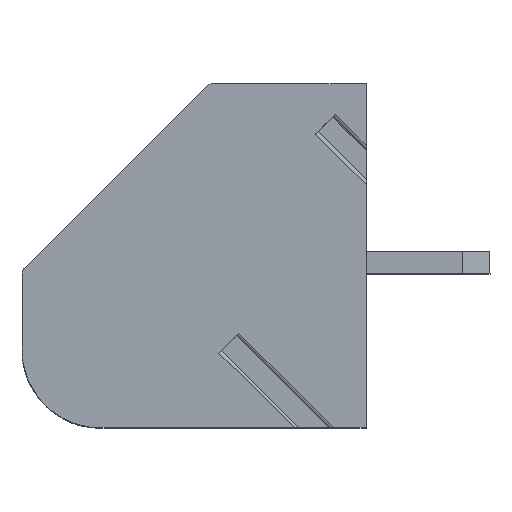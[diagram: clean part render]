
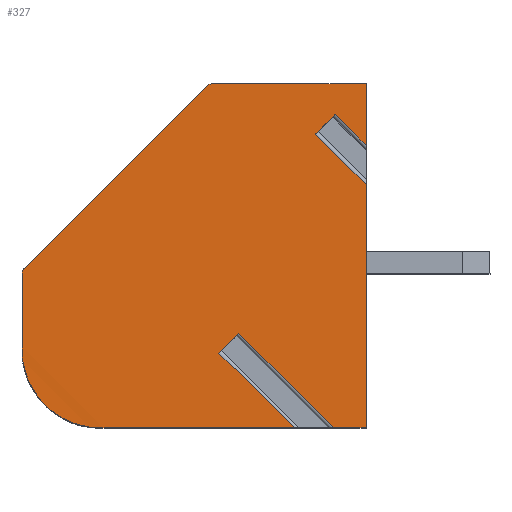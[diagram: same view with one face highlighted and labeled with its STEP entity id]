
A CAD part, top view. The second image highlights one B-rep face of the part: STEP entity #327.
In plain terms, the highlighted planar face has unit normal (0, 0, 1).
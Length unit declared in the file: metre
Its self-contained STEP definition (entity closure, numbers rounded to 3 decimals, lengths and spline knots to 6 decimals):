
#327=ADVANCED_FACE('',(#784),#785,.T.);
#784=FACE_OUTER_BOUND('',#1364,.T.);
#785=PLANE('',#1365);
#1364=EDGE_LOOP('',(#2381,#2382,#2383,#2384,#2385,#2386,#2387,#2388,#2389,#2390,#2391,#2392,#2393,#2394,#2395,#2396));
#1365=AXIS2_PLACEMENT_3D('',#2397,#2398,#2399);
#2381=ORIENTED_EDGE('',*,*,#3673,.T.);
#2382=ORIENTED_EDGE('',*,*,#3833,.F.);
#2383=ORIENTED_EDGE('',*,*,#3961,.F.);
#2384=ORIENTED_EDGE('',*,*,#3962,.T.);
#2385=ORIENTED_EDGE('',*,*,#3665,.T.);
#2386=ORIENTED_EDGE('',*,*,#3963,.T.);
#2387=ORIENTED_EDGE('',*,*,#3964,.T.);
#2388=ORIENTED_EDGE('',*,*,#3965,.T.);
#2389=ORIENTED_EDGE('',*,*,#3684,.T.);
#2390=ORIENTED_EDGE('',*,*,#3909,.T.);
#2391=ORIENTED_EDGE('',*,*,#3728,.F.);
#2392=ORIENTED_EDGE('',*,*,#3649,.T.);
#2393=ORIENTED_EDGE('',*,*,#3712,.F.);
#2394=ORIENTED_EDGE('',*,*,#3966,.F.);
#2395=ORIENTED_EDGE('',*,*,#3967,.T.);
#2396=ORIENTED_EDGE('',*,*,#3640,.T.);
#2397=CARTESIAN_POINT('',(-0.00452,0.089827,-0.07571));
#2398=DIRECTION('',(0.,0.,1.0));
#2399=DIRECTION('',(1.0,0.,0.0));
#3640=EDGE_CURVE('',#4397,#4395,#4398,.T.);
#3649=EDGE_CURVE('',#4415,#4413,#4416,.T.);
#3665=EDGE_CURVE('',#4444,#4442,#4445,.T.);
#3673=EDGE_CURVE('',#4395,#4458,#4460,.T.);
#3684=EDGE_CURVE('',#4481,#4478,#4482,.T.);
#3712=EDGE_CURVE('',#4532,#4413,#4533,.T.);
#3728=EDGE_CURVE('',#4415,#4560,#4561,.T.);
#3833=EDGE_CURVE('',#4731,#4458,#4733,.T.);
#3909=EDGE_CURVE('',#4478,#4560,#4849,.T.);
#3961=EDGE_CURVE('',#4927,#4731,#4928,.T.);
#3962=EDGE_CURVE('',#4927,#4444,#4929,.T.);
#3963=EDGE_CURVE('',#4442,#4930,#4931,.T.);
#3964=EDGE_CURVE('',#4930,#4932,#4933,.T.);
#3965=EDGE_CURVE('',#4932,#4481,#4934,.T.);
#3966=EDGE_CURVE('',#4935,#4532,#4936,.T.);
#3967=EDGE_CURVE('',#4935,#4397,#4937,.T.);
#4395=VERTEX_POINT('',#5522);
#4397=VERTEX_POINT('',#5525);
#4398=LINE('',#5526,#5527);
#4413=VERTEX_POINT('',#5552);
#4415=VERTEX_POINT('',#5557);
#4416=LINE('',#5558,#5559);
#4442=VERTEX_POINT('',#5594);
#4444=VERTEX_POINT('',#5597);
#4445=LINE('',#5598,#5599);
#4458=VERTEX_POINT('',#5615);
#4460=LINE('',#5617,#5618);
#4478=VERTEX_POINT('',#5644);
#4481=VERTEX_POINT('',#5648);
#4482=CIRCLE('',#5649,0.0003);
#4532=VERTEX_POINT('',#5716);
#4533=LINE('',#5717,#5718);
#4560=VERTEX_POINT('',#5786);
#4561=B_SPLINE_CURVE_WITH_KNOTS('',3,(#5787,#5788,#5789,#5790,#5791,#5792,#5793,#5794,#5795,#5796),.UNSPECIFIED.,.F.,.F.,(4,2,2,2,4),(0.0,0.25,0.5,0.75,1.0),.UNSPECIFIED.);
#4731=VERTEX_POINT('',#6116);
#4733=LINE('',#6118,#6119);
#4849=LINE('',#6285,#6286);
#4927=VERTEX_POINT('',#6420);
#4928=LINE('',#6421,#6422);
#4929=LINE('',#6423,#6424);
#4930=VERTEX_POINT('',#6425);
#4931=LINE('',#6426,#6427);
#4932=VERTEX_POINT('',#6428);
#4933=CIRCLE('',#6429,0.0003);
#4934=LINE('',#6430,#6431);
#4935=VERTEX_POINT('',#6432);
#4936=LINE('',#6433,#6434);
#4937=LINE('',#6435,#6436);
#5522=CARTESIAN_POINT('',(0.00798,0.089827,-0.07571));
#5525=CARTESIAN_POINT('',(0.006792,0.089827,-0.07571));
#5526=CARTESIAN_POINT('',(-0.00452,0.089827,-0.07571));
#5527=VECTOR('',#7159,1.0);
#5552=CARTESIAN_POINT('',(0.005377,0.089827,-0.07571));
#5557=CARTESIAN_POINT('',(-0.001578,0.089827,-0.07572));
#5558=CARTESIAN_POINT('',(-0.00452,0.089827,-0.07571));
#5559=VECTOR('',#7172,1.0);
#5594=CARTESIAN_POINT('',(0.00798,0.102327,-0.07571));
#5597=CARTESIAN_POINT('',(0.00798,0.100095,-0.07571));
#5598=CARTESIAN_POINT('',(0.00798,0.089827,-0.07571));
#5599=VECTOR('',#7195,1.0);
#5615=CARTESIAN_POINT('',(0.00798,0.098652,-0.07571));
#5617=CARTESIAN_POINT('',(0.00798,0.089827,-0.07571));
#5618=VECTOR('',#7211,1.0);
#5644=CARTESIAN_POINT('',(-0.00452,0.095403,-0.07571));
#5648=CARTESIAN_POINT('',(-0.004432,0.095615,-0.07571));
#5649=AXIS2_PLACEMENT_3D('',#7221,#7222,#7223);
#5716=CARTESIAN_POINT('',(0.002634,0.092543,-0.07571));
#5717=CARTESIAN_POINT('',(0.003795,0.091382,-0.07571));
#5718=VECTOR('',#7262,1.0);
#5786=CARTESIAN_POINT('',(-0.00452,0.09277,-0.07572));
#5787=CARTESIAN_POINT('',(-0.001578,0.089827,-0.07573));
#5788=CARTESIAN_POINT('',(-0.001966,0.089815,-0.07573));
#5789=CARTESIAN_POINT('',(-0.002357,0.089883,-0.07573));
#5790=CARTESIAN_POINT('',(-0.003079,0.09017,-0.07573));
#5791=CARTESIAN_POINT('',(-0.003411,0.090387,-0.07573));
#5792=CARTESIAN_POINT('',(-0.00396,0.090937,-0.07573));
#5793=CARTESIAN_POINT('',(-0.004178,0.091268,-0.07573));
#5794=CARTESIAN_POINT('',(-0.004464,0.091991,-0.07573));
#5795=CARTESIAN_POINT('',(-0.004532,0.092381,-0.07573));
#5796=CARTESIAN_POINT('',(-0.00452,0.09277,-0.07573));
#6116=CARTESIAN_POINT('',(0.006142,0.10049,-0.07571));
#6118=CARTESIAN_POINT('',(0.007374,0.099258,-0.07571));
#6119=VECTOR('',#7384,1.0);
#6285=CARTESIAN_POINT('',(-0.00452,0.102327,-0.07571));
#6286=VECTOR('',#7459,1.0);
#6420=CARTESIAN_POINT('',(0.006864,0.101211,-0.07571));
#6421=CARTESIAN_POINT('',(0.006142,0.10049,-0.07571));
#6422=VECTOR('',#7517,1.0);
#6423=CARTESIAN_POINT('',(0.008095,0.099979,-0.07571));
#6424=VECTOR('',#7518,1.0);
#6425=CARTESIAN_POINT('',(0.002404,0.102327,-0.07571));
#6426=CARTESIAN_POINT('',(0.00798,0.102327,-0.07571));
#6427=VECTOR('',#7519,1.0);
#6428=CARTESIAN_POINT('',(0.002192,0.102239,-0.07571));
#6429=AXIS2_PLACEMENT_3D('',#7520,#7521,#7522);
#6430=CARTESIAN_POINT('',(-0.00737,0.092677,-0.07571));
#6431=VECTOR('',#7523,1.0);
#6432=CARTESIAN_POINT('',(0.003356,0.093264,-0.07571));
#6433=CARTESIAN_POINT('',(0.002634,0.092543,-0.07571));
#6434=VECTOR('',#7524,1.0);
#6435=CARTESIAN_POINT('',(0.004516,0.092103,-0.07571));
#6436=VECTOR('',#7525,1.0);
#7159=DIRECTION('',(1.0,0.0,0.));
#7172=DIRECTION('',(1.0,0.0,0.));
#7195=DIRECTION('',(0.0,1.0,0.0));
#7211=DIRECTION('',(0.0,1.0,0.0));
#7221=CARTESIAN_POINT('',(-0.00422,0.095403,-0.07571));
#7222=DIRECTION('',(0.,0.0,1.0));
#7223=DIRECTION('',(1.0,0.0,0.));
#7262=DIRECTION('',(0.707,-0.707,0.));
#7384=DIRECTION('',(0.707,-0.707,0.));
#7459=DIRECTION('',(0.,-1.0,0.));
#7517=DIRECTION('',(-0.707,-0.707,0.0));
#7518=DIRECTION('',(0.707,-0.707,0.));
#7519=DIRECTION('',(-1.0,0.0,0.));
#7520=CARTESIAN_POINT('',(0.002404,0.102027,-0.07571));
#7521=DIRECTION('',(0.,0.0,1.0));
#7522=DIRECTION('',(1.0,0.0,0.));
#7523=DIRECTION('',(-0.707,-0.707,0.));
#7524=DIRECTION('',(-0.707,-0.707,0.0));
#7525=DIRECTION('',(0.707,-0.707,0.));
